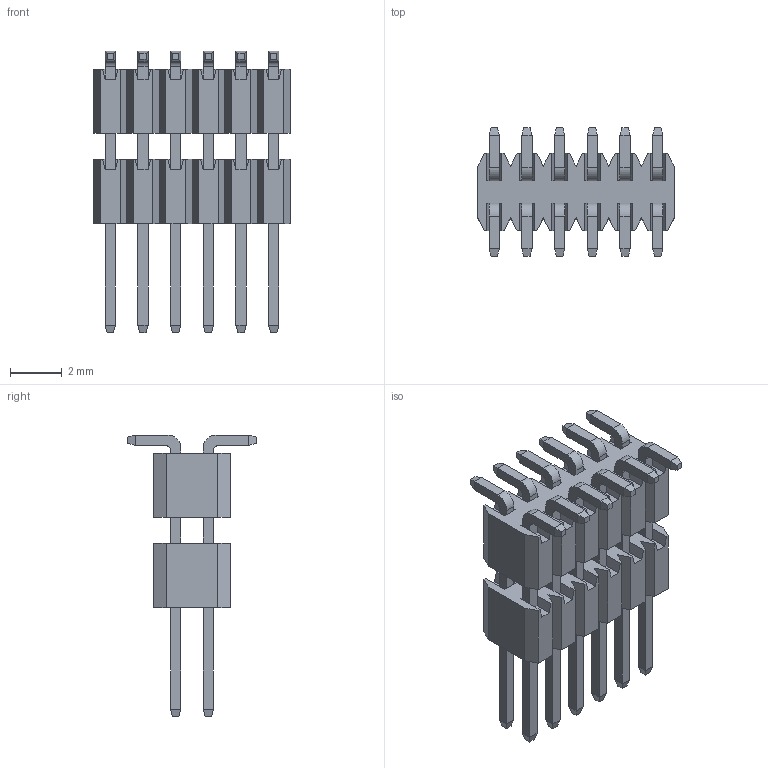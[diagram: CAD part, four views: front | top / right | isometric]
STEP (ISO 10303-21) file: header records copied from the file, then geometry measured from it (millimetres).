
FILE_DESCRIPTION (( 'STEP AP214' ), '1' );
FILE_NAME ('FPH12748-D12S1014120707M-REF.STEP', '2024-12-11T09:02:43', ( '' ), ( '' ), 'SwSTEP 2.0', 'SolidWorks 2021', '' );
FILE_SCHEMA (( 'AUTOMOTIVE_DESIGN' ));
Length unit declared in the file: millimetre
Products named in the file (1): FPH12748-D12S1014120707M-REF
Bounding box: 7.62 x 5 x 10.95 mm (x, y, z)
Volume: 117.2 mm3; surface area: 377.8 mm2
Topology: 1 solids, 1 shells, 512 faces, 1332 edges, 824 vertices
Faces by surface type: plane 488, cylinder 24
Entity records: 15206 total; most frequent: CARTESIAN_POINT 2669, ORIENTED_EDGE 2664, DIRECTION 2406, EDGE_CURVE 1332, LINE 1284, VECTOR 1284, VERTEX_POINT 824, AXIS2_PLACEMENT_3D 561
